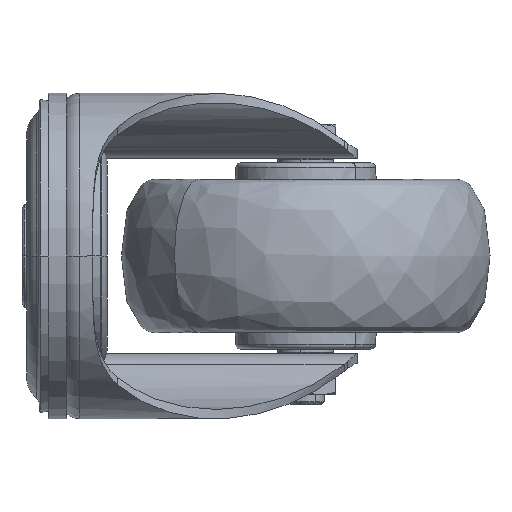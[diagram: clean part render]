
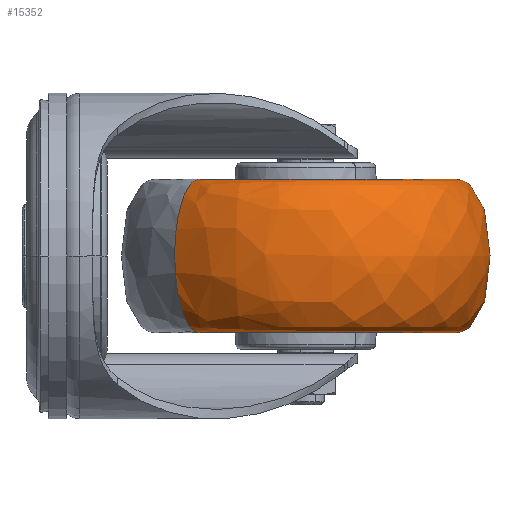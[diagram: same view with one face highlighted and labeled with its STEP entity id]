
A CAD part, left-side view. The second image highlights one B-rep face of the part: STEP entity #15352.
In plain terms, the highlighted free-form (B-spline) face has degree [3, 3] with [4, 4] control points.
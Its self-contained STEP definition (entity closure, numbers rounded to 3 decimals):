
#121 = CARTESIAN_POINT ( 'NONE',  ( 61.064, -83.897, 16.5 ) ) ;
#1378 = CARTESIAN_POINT ( 'NONE',  ( -30.859, -84.231, 16.5 ) ) ;
#1874 = AXIS2_PLACEMENT_3D ( 'NONE', #16500, #9658, #16842 ) ;
#3866 = CARTESIAN_POINT ( 'NONE',  ( 61.064, -83.897, -16.5 ) ) ;
#4925 = CARTESIAN_POINT ( 'NONE',  ( 71.709, -94.465, -16.5 ) ) ;
#5051 = CARTESIAN_POINT ( 'NONE',  ( 15.27, -130.026, -16.5 ) ) ;
#5270 = FACE_OUTER_BOUND ( 'NONE', #20777, .T. ) ;
#5673 = CARTESIAN_POINT ( 'NONE',  ( 14.936, -38.103, 16.5 ) ) ;
#5731 =( BOUNDED_SURFACE ( )  B_SPLINE_SURFACE ( 3, 3, ( 
 ( #10480, #17437, #1378, #15666 ),
 ( #19689, #8561, #13897, #22983 ),
 ( #4925, #12126, #6820, #14018 ),
 ( #21221, #5051, #12249, #17670 ) ),
 .UNSPECIFIED., .F., .F., .F. ) 
 B_SPLINE_SURFACE_WITH_KNOTS ( ( 4, 4 ),
 ( 4, 4 ),
 ( 0., 1. ),
 ( 0., 1. ),
 .UNSPECIFIED. ) 
 GEOMETRIC_REPRESENTATION_ITEM ( )  RATIONAL_B_SPLINE_SURFACE ( (
 ( 1., 0.333, 0.333, 1.),
 ( 0.333, 0.111, 0.111, 0.333),
 ( 0.333, 0.111, 0.111, 0.333),
 ( 1., 0.333, 0.333, 1.) ) ) 
 REPRESENTATION_ITEM ( '' )  SURFACE ( )  );
#5873 = ORIENTED_EDGE ( 'NONE', *, *, #15356, .T. ) ;
#6820 = CARTESIAN_POINT ( 'NONE',  ( -62.64, -94.954, -16.5 ) ) ;
#8416 = CARTESIAN_POINT ( 'NONE',  ( 14.936, -38.103, -16.5 ) ) ;
#8469 = VERTEX_POINT ( 'NONE', #8416 ) ;
#8561 = CARTESIAN_POINT ( 'NONE',  ( 4.779, -161.884, 16.5 ) ) ;
#8681 = CARTESIAN_POINT ( 'NONE',  ( 38., -61., 16.5 ) ) ;
#9658 = DIRECTION ( 'NONE',  ( 0., 0., -1. ) ) ;
#10152 = CARTESIAN_POINT ( 'NONE',  ( 4.291, -27.535, 16.5 ) ) ;
#10480 = CARTESIAN_POINT ( 'NONE',  ( 61.064, -83.897, 16.5 ) ) ;
#11515 = EDGE_CURVE ( 'NONE', #20583, #21410, #22883, .T. ) ;
#11929 = CARTESIAN_POINT ( 'NONE',  ( 4.291, -27.535, -16.5 ) ) ;
#12126 = CARTESIAN_POINT ( 'NONE',  ( 4.779, -161.884, -16.5 ) ) ;
#12249 = CARTESIAN_POINT ( 'NONE',  ( -30.859, -84.231, -16.5 ) ) ;
#12294 = ORIENTED_EDGE ( 'NONE', *, *, #12592, .F. ) ;
#12592 = EDGE_CURVE ( 'NONE', #21410, #8469, #18862, .T. ) ;
#12739 = CARTESIAN_POINT ( 'NONE',  ( 71.709, -94.465, 16.5 ) ) ;
#13897 = CARTESIAN_POINT ( 'NONE',  ( -62.64, -94.954, 16.5 ) ) ;
#13922 = CARTESIAN_POINT ( 'NONE',  ( 14.936, -38.103, -16.5 ) ) ;
#14018 = CARTESIAN_POINT ( 'NONE',  ( 4.291, -27.535, -16.5 ) ) ;
#14476 = DIRECTION ( 'NONE',  ( -0.71, 0.705, 0. ) ) ;
#15352 = ADVANCED_FACE ( 'NONE', ( #5270 ), #5731, .F. ) ;
#15356 = EDGE_CURVE ( 'NONE', #20583, #22328, #23040, .T. ) ;
#15666 = CARTESIAN_POINT ( 'NONE',  ( 14.936, -38.103, 16.5 ) ) ;
#15890 = DIRECTION ( 'NONE',  ( 0., 0., -1. ) ) ;
#16318 = ORIENTED_EDGE ( 'NONE', *, *, #11515, .F. ) ;
#16500 = CARTESIAN_POINT ( 'NONE',  ( 38., -61., -16.5 ) ) ;
#16842 = DIRECTION ( 'NONE',  ( -0.71, 0.705, 0. ) ) ;
#17157 =( BOUNDED_CURVE ( )  B_SPLINE_CURVE ( 3, ( #22772, #10152, #11929, #13922 ),
 .UNSPECIFIED., .F., .F. ) 
 B_SPLINE_CURVE_WITH_KNOTS ( ( 4, 4 ),
 ( 0., 3.142 ),
 .UNSPECIFIED. ) 
 CURVE ( )  GEOMETRIC_REPRESENTATION_ITEM ( )  RATIONAL_B_SPLINE_CURVE ( ( 1., 0.333, 0.333, 1. ) ) 
 REPRESENTATION_ITEM ( '' )  );
#17437 = CARTESIAN_POINT ( 'NONE',  ( 15.27, -130.026, 16.5 ) ) ;
#17670 = CARTESIAN_POINT ( 'NONE',  ( 14.936, -38.103, -16.5 ) ) ;
#18862 = CIRCLE ( 'NONE', #1874, 32.5 ) ;
#19388 = ORIENTED_EDGE ( 'NONE', *, *, #23225, .T. ) ;
#19689 = CARTESIAN_POINT ( 'NONE',  ( 71.709, -94.465, 16.5 ) ) ;
#20583 = VERTEX_POINT ( 'NONE', #21921 ) ;
#20777 = EDGE_LOOP ( 'NONE', ( #16318, #5873, #19388, #12294 ) ) ;
#21221 = CARTESIAN_POINT ( 'NONE',  ( 61.064, -83.897, -16.5 ) ) ;
#21410 = VERTEX_POINT ( 'NONE', #23235 ) ;
#21807 = CARTESIAN_POINT ( 'NONE',  ( 71.709, -94.465, -16.5 ) ) ;
#21921 = CARTESIAN_POINT ( 'NONE',  ( 61.064, -83.897, 16.5 ) ) ;
#22289 = AXIS2_PLACEMENT_3D ( 'NONE', #8681, #15890, #14476 ) ;
#22328 = VERTEX_POINT ( 'NONE', #5673 ) ;
#22772 = CARTESIAN_POINT ( 'NONE',  ( 14.936, -38.103, 16.5 ) ) ;
#22883 =( BOUNDED_CURVE ( )  B_SPLINE_CURVE ( 3, ( #121, #12739, #21807, #3866 ),
 .UNSPECIFIED., .F., .F. ) 
 B_SPLINE_CURVE_WITH_KNOTS ( ( 4, 4 ),
 ( 0., 3.142 ),
 .UNSPECIFIED. ) 
 CURVE ( )  GEOMETRIC_REPRESENTATION_ITEM ( )  RATIONAL_B_SPLINE_CURVE ( ( 1., 0.333, 0.333, 1. ) ) 
 REPRESENTATION_ITEM ( '' )  );
#22983 = CARTESIAN_POINT ( 'NONE',  ( 4.291, -27.535, 16.5 ) ) ;
#23040 = CIRCLE ( 'NONE', #22289, 32.5 ) ;
#23225 = EDGE_CURVE ( 'NONE', #22328, #8469, #17157, .T. ) ;
#23235 = CARTESIAN_POINT ( 'NONE',  ( 61.064, -83.897, -16.5 ) ) ;
